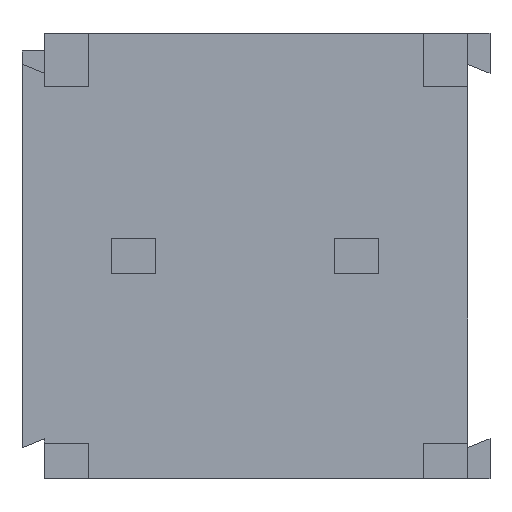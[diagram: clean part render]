
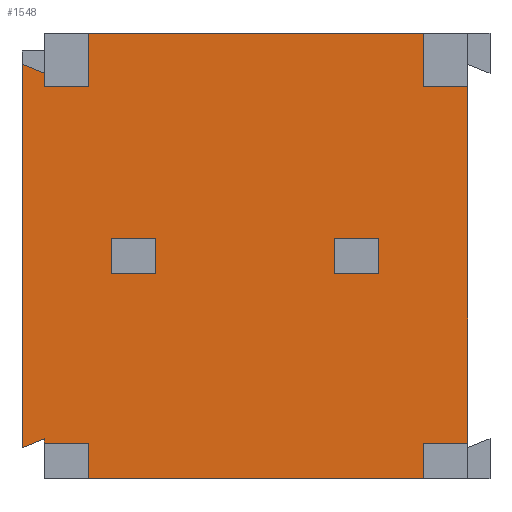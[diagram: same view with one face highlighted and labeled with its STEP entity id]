
A CAD part, front view. The second image highlights one B-rep face of the part: STEP entity #1548.
In plain terms, the highlighted planar face has unit normal (0, -1, 0).
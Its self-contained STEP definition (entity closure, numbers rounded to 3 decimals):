
#134=DIRECTION('',(0.,0.,-1.));
#135=VECTOR('',#134,8.6);
#136=CARTESIAN_POINT('',(-5.,-18.8,-0.7));
#137=LINE('',#136,#135);
#170=DIRECTION('',(0.,0.,-1.));
#171=VECTOR('',#170,0.3);
#172=CARTESIAN_POINT('',(-4.5,-18.8,-0.9));
#173=LINE('',#172,#171);
#174=DIRECTION('',(1.,0.,0.));
#175=VECTOR('',#174,1.);
#176=CARTESIAN_POINT('',(-4.5,-18.8,-1.2));
#177=LINE('',#176,#175);
#178=DIRECTION('',(0.,0.,-1.));
#179=VECTOR('',#178,1.2);
#180=CARTESIAN_POINT('',(-3.5,-18.8,0.));
#181=LINE('',#180,#179);
#182=DIRECTION('',(0.,0.,-1.));
#183=VECTOR('',#182,1.2);
#184=CARTESIAN_POINT('',(4.,-18.8,0.));
#185=LINE('',#184,#183);
#186=DIRECTION('',(1.,0.,0.));
#187=VECTOR('',#186,1.);
#188=CARTESIAN_POINT('',(4.,-18.8,-1.2));
#189=LINE('',#188,#187);
#190=DIRECTION('',(-1.,0.,0.));
#191=VECTOR('',#190,1.);
#192=CARTESIAN_POINT('',(5.,-18.8,-9.2));
#193=LINE('',#192,#191);
#194=DIRECTION('',(0.,0.,1.));
#195=VECTOR('',#194,0.8);
#196=CARTESIAN_POINT('',(4.,-18.8,-10.));
#197=LINE('',#196,#195);
#198=DIRECTION('',(0.,0.,1.));
#199=VECTOR('',#198,0.8);
#200=CARTESIAN_POINT('',(-3.5,-18.8,-10.));
#201=LINE('',#200,#199);
#202=DIRECTION('',(-1.,0.,0.));
#203=VECTOR('',#202,1.);
#204=CARTESIAN_POINT('',(-3.5,-18.8,-9.2));
#205=LINE('',#204,#203);
#214=DIRECTION('',(-1.,0.,0.));
#215=VECTOR('',#214,1.);
#216=CARTESIAN_POINT('',(3.,-18.8,-5.4));
#217=LINE('',#216,#215);
#218=DIRECTION('',(0.,0.,1.));
#219=VECTOR('',#218,0.8);
#220=CARTESIAN_POINT('',(3.,-18.8,-5.4));
#221=LINE('',#220,#219);
#222=DIRECTION('',(-1.,0.,0.));
#223=VECTOR('',#222,1.);
#224=CARTESIAN_POINT('',(3.,-18.8,-4.6));
#225=LINE('',#224,#223);
#226=DIRECTION('',(0.,0.,1.));
#227=VECTOR('',#226,0.8);
#228=CARTESIAN_POINT('',(2.,-18.8,-5.4));
#229=LINE('',#228,#227);
#230=DIRECTION('',(-1.,0.,0.));
#231=VECTOR('',#230,1.);
#232=CARTESIAN_POINT('',(-2.,-18.8,-5.4));
#233=LINE('',#232,#231);
#234=DIRECTION('',(0.,0.,1.));
#235=VECTOR('',#234,0.8);
#236=CARTESIAN_POINT('',(-2.,-18.8,-5.4));
#237=LINE('',#236,#235);
#238=DIRECTION('',(-1.,0.,0.));
#239=VECTOR('',#238,1.);
#240=CARTESIAN_POINT('',(-2.,-18.8,-4.6));
#241=LINE('',#240,#239);
#242=DIRECTION('',(0.,0.,1.));
#243=VECTOR('',#242,0.8);
#244=CARTESIAN_POINT('',(-3.,-18.8,-5.4));
#245=LINE('',#244,#243);
#286=DIRECTION('',(1.,0.,0.));
#287=VECTOR('',#286,7.5);
#288=CARTESIAN_POINT('',(-3.5,-18.8,0.));
#289=LINE('',#288,#287);
#374=DIRECTION('',(0.,0.,-1.));
#375=VECTOR('',#374,8.);
#376=CARTESIAN_POINT('',(5.,-18.8,-1.2));
#377=LINE('',#376,#375);
#542=DIRECTION('',(0.928,0.,0.371));
#543=VECTOR('',#542,0.539);
#544=CARTESIAN_POINT('',(-5.,-18.8,-9.3));
#545=LINE('',#544,#543);
#546=DIRECTION('',(0.,0.,-1.));
#547=VECTOR('',#546,0.1);
#548=CARTESIAN_POINT('',(-4.5,-18.8,-9.1));
#549=LINE('',#548,#547);
#570=DIRECTION('',(1.,0.,0.));
#571=VECTOR('',#570,7.5);
#572=CARTESIAN_POINT('',(-3.5,-18.8,-10.));
#573=LINE('',#572,#571);
#734=DIRECTION('',(-0.928,0.,0.371));
#735=VECTOR('',#734,0.539);
#736=CARTESIAN_POINT('',(-4.5,-18.8,-0.9));
#737=LINE('',#736,#735);
#1324=CARTESIAN_POINT('',(3.,-18.8,-5.4));
#1325=VERTEX_POINT('',#1324);
#1326=CARTESIAN_POINT('',(2.,-18.8,-5.4));
#1327=VERTEX_POINT('',#1326);
#1328=CARTESIAN_POINT('',(3.,-18.8,-4.6));
#1329=VERTEX_POINT('',#1328);
#1330=CARTESIAN_POINT('',(2.,-18.8,-4.6));
#1331=VERTEX_POINT('',#1330);
#1340=CARTESIAN_POINT('',(-2.,-18.8,-5.4));
#1341=VERTEX_POINT('',#1340);
#1342=CARTESIAN_POINT('',(-3.,-18.8,-5.4));
#1343=VERTEX_POINT('',#1342);
#1344=CARTESIAN_POINT('',(-2.,-18.8,-4.6));
#1345=VERTEX_POINT('',#1344);
#1346=CARTESIAN_POINT('',(-3.,-18.8,-4.6));
#1347=VERTEX_POINT('',#1346);
#1360=CARTESIAN_POINT('',(-5.,-18.8,-0.7));
#1361=CARTESIAN_POINT('',(-5.,-18.8,-9.3));
#1362=VERTEX_POINT('',#1360);
#1363=VERTEX_POINT('',#1361);
#1372=CARTESIAN_POINT('',(-4.5,-18.8,-9.1));
#1373=VERTEX_POINT('',#1372);
#1406=CARTESIAN_POINT('',(-4.5,-18.8,-0.9));
#1407=CARTESIAN_POINT('',(-4.5,-18.8,-1.2));
#1408=VERTEX_POINT('',#1406);
#1409=VERTEX_POINT('',#1407);
#1410=CARTESIAN_POINT('',(-3.5,-18.8,-1.2));
#1411=VERTEX_POINT('',#1410);
#1412=CARTESIAN_POINT('',(-3.5,-18.8,0.));
#1413=VERTEX_POINT('',#1412);
#1418=CARTESIAN_POINT('',(4.,-18.8,0.));
#1419=CARTESIAN_POINT('',(4.,-18.8,-1.2));
#1420=VERTEX_POINT('',#1418);
#1421=VERTEX_POINT('',#1419);
#1422=CARTESIAN_POINT('',(5.,-18.8,-1.2));
#1423=VERTEX_POINT('',#1422);
#1424=CARTESIAN_POINT('',(-3.5,-18.8,-10.));
#1425=CARTESIAN_POINT('',(-3.5,-18.8,-9.2));
#1426=VERTEX_POINT('',#1424);
#1427=VERTEX_POINT('',#1425);
#1428=CARTESIAN_POINT('',(-4.5,-18.8,-9.2));
#1429=VERTEX_POINT('',#1428);
#1434=CARTESIAN_POINT('',(5.,-18.8,-9.2));
#1435=CARTESIAN_POINT('',(4.,-18.8,-9.2));
#1436=VERTEX_POINT('',#1434);
#1437=VERTEX_POINT('',#1435);
#1438=CARTESIAN_POINT('',(4.,-18.8,-10.));
#1439=VERTEX_POINT('',#1438);
#1490=CARTESIAN_POINT('',(-5.,-18.8,0.));
#1491=DIRECTION('',(0.,-1.,0.));
#1492=DIRECTION('',(1.,0.,0.));
#1493=AXIS2_PLACEMENT_3D('',#1490,#1491,#1492);
#1494=PLANE('',#1493);
#1496=ORIENTED_EDGE('',*,*,#1495,.T.);
#1498=ORIENTED_EDGE('',*,*,#1497,.T.);
#1500=ORIENTED_EDGE('',*,*,#1499,.F.);
#1502=ORIENTED_EDGE('',*,*,#1501,.T.);
#1504=ORIENTED_EDGE('',*,*,#1503,.T.);
#1506=ORIENTED_EDGE('',*,*,#1505,.T.);
#1508=ORIENTED_EDGE('',*,*,#1507,.T.);
#1510=ORIENTED_EDGE('',*,*,#1509,.T.);
#1512=ORIENTED_EDGE('',*,*,#1511,.F.);
#1514=ORIENTED_EDGE('',*,*,#1513,.F.);
#1516=ORIENTED_EDGE('',*,*,#1515,.T.);
#1518=ORIENTED_EDGE('',*,*,#1517,.T.);
#1520=ORIENTED_EDGE('',*,*,#1519,.F.);
#1522=ORIENTED_EDGE('',*,*,#1521,.F.);
#1523=ORIENTED_EDGE('',*,*,#1469,.F.);
#1525=ORIENTED_EDGE('',*,*,#1524,.F.);
#1526=EDGE_LOOP('',(#1496,#1498,#1500,#1502,#1504,#1506,#1508,#1510,#1512,#1514,
#1516,#1518,#1520,#1522,#1523,#1525));
#1527=FACE_OUTER_BOUND('',#1526,.F.);
#1529=ORIENTED_EDGE('',*,*,#1528,.F.);
#1531=ORIENTED_EDGE('',*,*,#1530,.T.);
#1533=ORIENTED_EDGE('',*,*,#1532,.T.);
#1535=ORIENTED_EDGE('',*,*,#1534,.F.);
#1536=EDGE_LOOP('',(#1529,#1531,#1533,#1535));
#1537=FACE_BOUND('',#1536,.F.);
#1539=ORIENTED_EDGE('',*,*,#1538,.F.);
#1541=ORIENTED_EDGE('',*,*,#1540,.T.);
#1543=ORIENTED_EDGE('',*,*,#1542,.T.);
#1545=ORIENTED_EDGE('',*,*,#1544,.F.);
#1546=EDGE_LOOP('',(#1539,#1541,#1543,#1545));
#1547=FACE_BOUND('',#1546,.F.);
#1469=EDGE_CURVE('',#1362,#1363,#137,.T.);
#1495=EDGE_CURVE('',#1408,#1409,#173,.T.);
#1497=EDGE_CURVE('',#1409,#1411,#177,.T.);
#1499=EDGE_CURVE('',#1413,#1411,#181,.T.);
#1501=EDGE_CURVE('',#1413,#1420,#289,.T.);
#1503=EDGE_CURVE('',#1420,#1421,#185,.T.);
#1505=EDGE_CURVE('',#1421,#1423,#189,.T.);
#1507=EDGE_CURVE('',#1423,#1436,#377,.T.);
#1509=EDGE_CURVE('',#1436,#1437,#193,.T.);
#1511=EDGE_CURVE('',#1439,#1437,#197,.T.);
#1513=EDGE_CURVE('',#1426,#1439,#573,.T.);
#1515=EDGE_CURVE('',#1426,#1427,#201,.T.);
#1517=EDGE_CURVE('',#1427,#1429,#205,.T.);
#1519=EDGE_CURVE('',#1373,#1429,#549,.T.);
#1521=EDGE_CURVE('',#1363,#1373,#545,.T.);
#1524=EDGE_CURVE('',#1408,#1362,#737,.T.);
#1528=EDGE_CURVE('',#1325,#1327,#217,.T.);
#1530=EDGE_CURVE('',#1325,#1329,#221,.T.);
#1532=EDGE_CURVE('',#1329,#1331,#225,.T.);
#1534=EDGE_CURVE('',#1327,#1331,#229,.T.);
#1538=EDGE_CURVE('',#1341,#1343,#233,.T.);
#1540=EDGE_CURVE('',#1341,#1345,#237,.T.);
#1542=EDGE_CURVE('',#1345,#1347,#241,.T.);
#1544=EDGE_CURVE('',#1343,#1347,#245,.T.);
#1548=ADVANCED_FACE('',(#1527,#1537,#1547),#1494,.T.);
